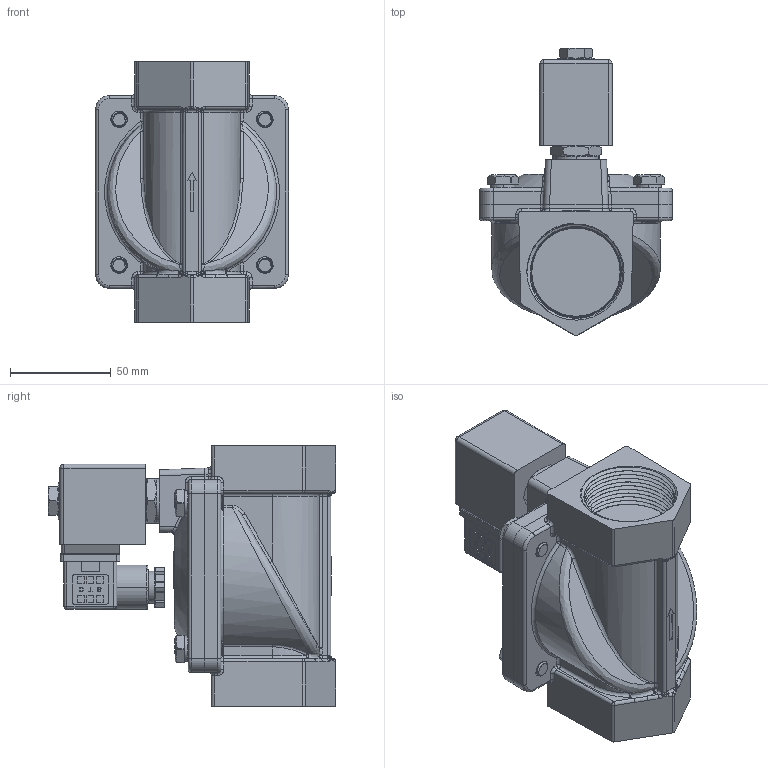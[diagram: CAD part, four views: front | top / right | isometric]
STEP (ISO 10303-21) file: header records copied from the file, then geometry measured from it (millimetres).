
FILE_DESCRIPTION (( 'STEP AP214' ), '1' );
FILE_NAME ('2RS400-1-1-2.STEP', '2018-09-04T20:17:03', ( '' ), ( '' ), 'SwSTEP 2.0', 'SolidWorks 2016', '' );
FILE_SCHEMA (( 'AUTOMOTIVE_DESIGN' ));
Length unit declared in the file: millimetre
Products named in the file (1): 2RS400-1-1-2
Bounding box: 96 x 142.97 x 129.6 mm (x, y, z)
Volume: 559517.3 mm3; surface area: 120329.7 mm2
Topology: 22 solids, 22 shells, 2206 faces, 6043 edges, 3937 vertices
Faces by surface type: plane 1076, cylinder 647, bspline 255, cone 123, sphere 54, torus 51
Entity records: 153194 total; most frequent: CARTESIAN_POINT 76690, ORIENTED_EDGE 12036, DIRECTION 8906, EDGE_CURVE 6018, VERTEX_POINT 3937, VECTOR 3504, LINE 3504, AXIS2_PLACEMENT_3D 2701
